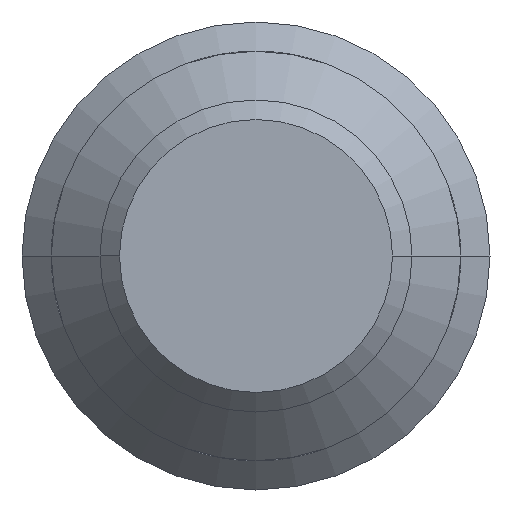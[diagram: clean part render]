
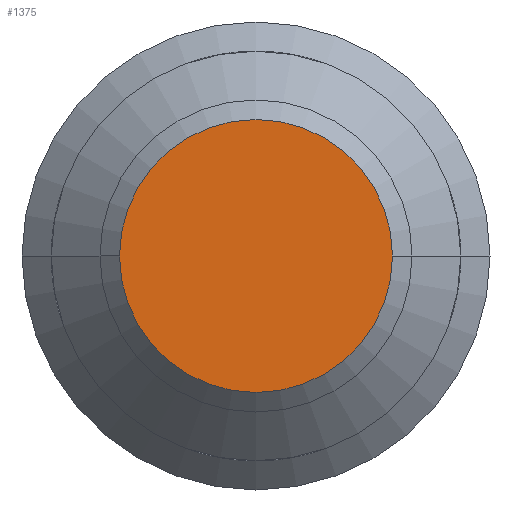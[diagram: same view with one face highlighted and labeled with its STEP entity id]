
A CAD part, front view. The second image highlights one B-rep face of the part: STEP entity #1375.
In plain terms, the highlighted planar face has unit normal (0, -1, 0).
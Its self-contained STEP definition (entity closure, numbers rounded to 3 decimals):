
#70=CARTESIAN_POINT('',(0.,-42.,0.));
#71=DIRECTION('',(0.,1.,0.));
#72=DIRECTION('',(-1.,0.,0.));
#73=AXIS2_PLACEMENT_3D('',#70,#71,#72);
#78=CARTESIAN_POINT('',(0.,-42.,0.));
#79=DIRECTION('',(0.,1.,0.));
#80=DIRECTION('',(1.,0.,0.));
#81=AXIS2_PLACEMENT_3D('',#78,#79,#80);
#1204=CARTESIAN_POINT('',(3.5,-42.,
0.));
#1205=VERTEX_POINT('',#1204);
#1206=CARTESIAN_POINT('',(-3.5,-42.,
0.));
#1207=VERTEX_POINT('',#1206);
#1365=CARTESIAN_POINT('',(0.,-42.,0.));
#1366=DIRECTION('',(0.,-1.,0.));
#1367=DIRECTION('',(-1.,0.,0.));
#1368=AXIS2_PLACEMENT_3D('',#1365,#1366,#1367);
#1369=PLANE('',#1368);
#1371=ORIENTED_EDGE('',*,*,#1370,.T.);
#1372=ORIENTED_EDGE('',*,*,#1354,.T.);
#1373=EDGE_LOOP('',(#1371,#1372));
#1374=FACE_OUTER_BOUND('',#1373,.F.);
#1375=ADVANCED_FACE('',(#1374),#1369,.T.);
#74=CIRCLE('',#73,3.5);
#82=CIRCLE('',#81,3.5);
#1354=EDGE_CURVE('',#1205,#1207,#82,.T.);
#1370=EDGE_CURVE('',#1207,#1205,#74,.T.);
